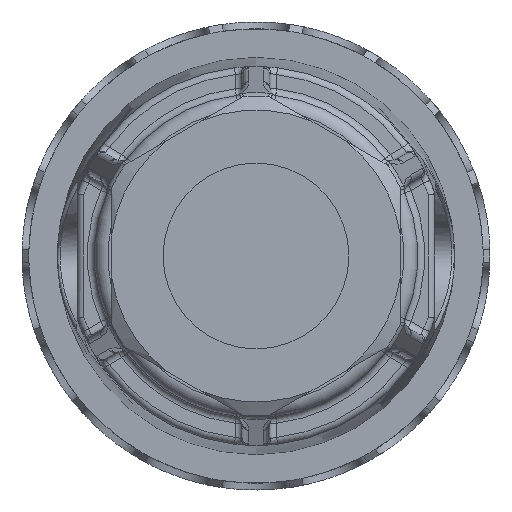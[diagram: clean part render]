
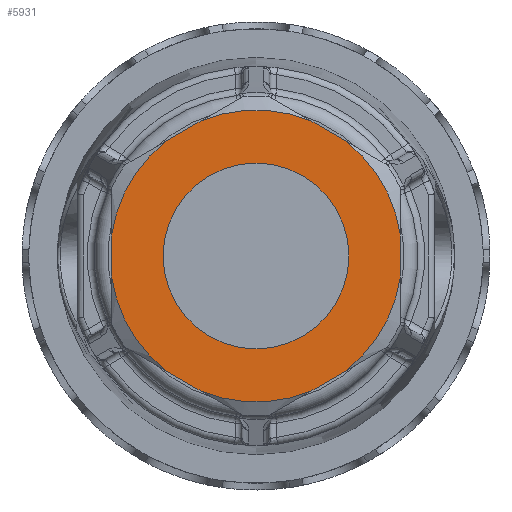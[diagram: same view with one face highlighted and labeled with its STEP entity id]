
A CAD part, front view. The second image highlights one B-rep face of the part: STEP entity #5931.
In plain terms, the highlighted planar face has unit normal (0, -1, 0).
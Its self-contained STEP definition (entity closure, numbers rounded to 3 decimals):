
#628=PLANE('',#19485);
#2725=LINE('',#25444,#4324);
#2726=LINE('',#25445,#4325);
#2727=LINE('',#25446,#4326);
#2728=LINE('',#25447,#4327);
#2729=LINE('',#25448,#4328);
#2730=LINE('',#25449,#4329);
#4324=VECTOR('',#20950,1.);
#4325=VECTOR('',#20951,1.);
#4326=VECTOR('',#20952,1.);
#4327=VECTOR('',#20953,1.);
#4328=VECTOR('',#20954,1.);
#4329=VECTOR('',#20955,1.);
#5931=ADVANCED_FACE('',(#7209,#7210),#628,.T.);
#7209=FACE_BOUND('',#7338,.T.);
#7210=FACE_BOUND('',#7339,.T.);
#7338=EDGE_LOOP('',(#8516));
#7339=EDGE_LOOP('',(#8517,#8518,#8519,#8520,#8521,#8522,#8523,#8524,#8525,
#8526,#8527,#8528));
#8516=ORIENTED_EDGE('',*,*,#16147,.F.);
#8517=ORIENTED_EDGE('',*,*,#16130,.T.);
#8518=ORIENTED_EDGE('',*,*,#16148,.T.);
#8519=ORIENTED_EDGE('',*,*,#16132,.T.);
#8520=ORIENTED_EDGE('',*,*,#16149,.T.);
#8521=ORIENTED_EDGE('',*,*,#16135,.T.);
#8522=ORIENTED_EDGE('',*,*,#16150,.T.);
#8523=ORIENTED_EDGE('',*,*,#16138,.T.);
#8524=ORIENTED_EDGE('',*,*,#16151,.T.);
#8525=ORIENTED_EDGE('',*,*,#16141,.T.);
#8526=ORIENTED_EDGE('',*,*,#16152,.T.);
#8527=ORIENTED_EDGE('',*,*,#16144,.T.);
#8528=ORIENTED_EDGE('',*,*,#16153,.T.);
#14242=VERTEX_POINT('',#25374);
#14243=VERTEX_POINT('',#25376);
#14244=VERTEX_POINT('',#25383);
#14245=VERTEX_POINT('',#25384);
#14246=VERTEX_POINT('',#25395);
#14247=VERTEX_POINT('',#25396);
#14248=VERTEX_POINT('',#25407);
#14249=VERTEX_POINT('',#25408);
#14250=VERTEX_POINT('',#25419);
#14251=VERTEX_POINT('',#25420);
#14252=VERTEX_POINT('',#25431);
#14253=VERTEX_POINT('',#25432);
#14254=VERTEX_POINT('',#25443);
#16130=EDGE_CURVE('',#14243,#14242,#18992,.T.);
#16132=EDGE_CURVE('',#14244,#14245,#18993,.T.);
#16135=EDGE_CURVE('',#14246,#14247,#18994,.T.);
#16138=EDGE_CURVE('',#14248,#14249,#18995,.T.);
#16141=EDGE_CURVE('',#14250,#14251,#18996,.T.);
#16144=EDGE_CURVE('',#14252,#14253,#18997,.T.);
#16147=EDGE_CURVE('',#14254,#14254,#18998,.T.);
#16148=EDGE_CURVE('',#14242,#14244,#2725,.T.);
#16149=EDGE_CURVE('',#14245,#14246,#2726,.T.);
#16150=EDGE_CURVE('',#14247,#14248,#2727,.T.);
#16151=EDGE_CURVE('',#14249,#14250,#2728,.T.);
#16152=EDGE_CURVE('',#14251,#14252,#2729,.T.);
#16153=EDGE_CURVE('',#14253,#14243,#2730,.T.);
#18992=CIRCLE('',#19472,10.6);
#18993=CIRCLE('',#19474,10.6);
#18994=CIRCLE('',#19476,10.6);
#18995=CIRCLE('',#19478,10.6);
#18996=CIRCLE('',#19480,10.6);
#18997=CIRCLE('',#19482,10.6);
#18998=CIRCLE('',#19484,6.75);
#19472=AXIS2_PLACEMENT_3D('',#25375,#20924,#20925);
#19474=AXIS2_PLACEMENT_3D('',#25382,#20928,#20929);
#19476=AXIS2_PLACEMENT_3D('',#25394,#20932,#20933);
#19478=AXIS2_PLACEMENT_3D('',#25406,#20936,#20937);
#19480=AXIS2_PLACEMENT_3D('',#25418,#20940,#20941);
#19482=AXIS2_PLACEMENT_3D('',#25430,#20944,#20945);
#19484=AXIS2_PLACEMENT_3D('',#25442,#20948,#20949);
#19485=AXIS2_PLACEMENT_3D('',#25450,#20956,#20957);
#20924=DIRECTION('',(0.,-1.,0.));
#20925=DIRECTION('',(0.,0.,1.));
#20928=DIRECTION('',(0.,-1.,0.));
#20929=DIRECTION('',(0.,0.,1.));
#20932=DIRECTION('',(0.,-1.,0.));
#20933=DIRECTION('',(0.,0.,1.));
#20936=DIRECTION('',(0.,-1.,0.));
#20937=DIRECTION('',(0.,0.,1.));
#20940=DIRECTION('',(0.,-1.,0.));
#20941=DIRECTION('',(0.,0.,1.));
#20944=DIRECTION('',(0.,-1.,0.));
#20945=DIRECTION('',(0.,0.,1.));
#20948=DIRECTION('',(0.,-1.,0.));
#20949=DIRECTION('',(0.,0.,1.));
#20950=DIRECTION('',(0.866,0.,-0.5));
#20951=DIRECTION('',(0.866,0.,0.5));
#20952=DIRECTION('',(0.,0.,1.));
#20953=DIRECTION('',(-0.866,0.,0.5));
#20954=DIRECTION('',(-0.866,0.,-0.5));
#20955=DIRECTION('',(0.,0.,-1.));
#20956=DIRECTION('',(0.,-1.,0.));
#20957=DIRECTION('',(0.,0.,-1.));
#25374=CARTESIAN_POINT('',(-11.237,-71.882,-8.134));
#25375=CARTESIAN_POINT('',(-4.729,-71.882,0.232));
#25376=CARTESIAN_POINT('',(-15.229,-71.882,-1.22));
#25382=CARTESIAN_POINT('',(-4.729,-71.882,0.232));
#25383=CARTESIAN_POINT('',(-8.721,-71.882,-9.587));
#25384=CARTESIAN_POINT('',(-0.737,-71.882,-9.587));
#25394=CARTESIAN_POINT('',(-4.729,-71.882,0.232));
#25395=CARTESIAN_POINT('',(1.779,-71.882,-8.134));
#25396=CARTESIAN_POINT('',(5.771,-71.882,-1.22));
#25406=CARTESIAN_POINT('',(-4.729,-71.882,0.232));
#25407=CARTESIAN_POINT('',(5.771,-71.882,1.685));
#25408=CARTESIAN_POINT('',(1.779,-71.882,8.599));
#25418=CARTESIAN_POINT('',(-4.729,-71.882,0.232));
#25419=CARTESIAN_POINT('',(-0.737,-71.882,10.052));
#25420=CARTESIAN_POINT('',(-8.721,-71.882,10.052));
#25430=CARTESIAN_POINT('',(-4.729,-71.882,0.232));
#25431=CARTESIAN_POINT('',(-11.237,-71.882,8.599));
#25432=CARTESIAN_POINT('',(-15.229,-71.882,1.685));
#25442=CARTESIAN_POINT('',(-4.729,-71.882,0.232));
#25443=CARTESIAN_POINT('',(-4.729,-71.882,6.982));
#25444=CARTESIAN_POINT('',(-15.229,-71.882,-5.83));
#25445=CARTESIAN_POINT('',(-4.729,-71.882,-11.892));
#25446=CARTESIAN_POINT('',(5.771,-71.882,-5.83));
#25447=CARTESIAN_POINT('',(5.771,-71.882,6.295));
#25448=CARTESIAN_POINT('',(-4.729,-71.882,12.357));
#25449=CARTESIAN_POINT('',(-15.229,-71.882,6.295));
#25450=CARTESIAN_POINT('',(5.871,-71.882,0.232));
